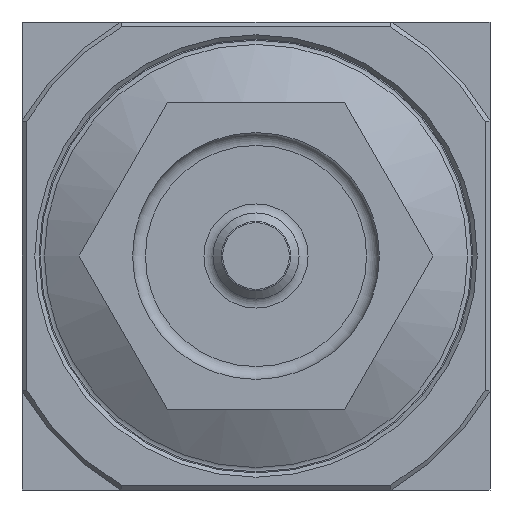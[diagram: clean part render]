
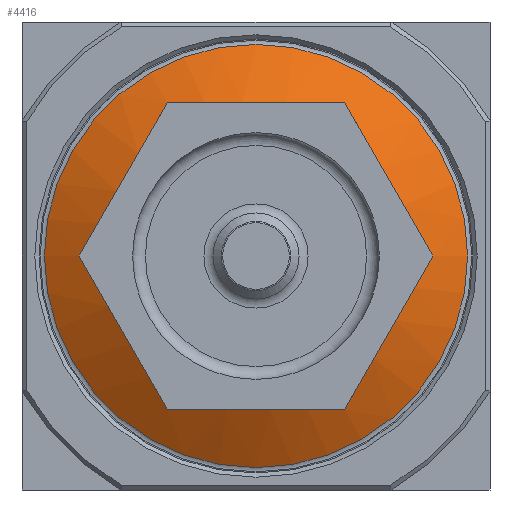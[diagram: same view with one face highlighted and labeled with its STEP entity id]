
A CAD part, front view. The second image highlights one B-rep face of the part: STEP entity #4416.
In plain terms, the highlighted conical face has half-angle 60 degrees and reference radius 24.869 mm.
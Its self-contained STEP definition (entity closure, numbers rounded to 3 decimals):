
#58=CONICAL_SURFACE('',#4735,24.869,1.047);
#150=B_SPLINE_CURVE_WITH_KNOTS('',3,(#6687,#6688,#6689,#6690,#6691,#6692,
#6693),.UNSPECIFIED.,.F.,.F.,(4,1,1,1,4),(0.,0.005,
0.01,0.016,0.021),.UNSPECIFIED.);
#151=B_SPLINE_CURVE_WITH_KNOTS('',3,(#6696,#6697,#6698,#6699,#6700,#6701,
#6702),.UNSPECIFIED.,.F.,.F.,(4,1,1,1,4),(0.023,0.028,
0.034,0.039,0.044),.UNSPECIFIED.);
#152=B_SPLINE_CURVE_WITH_KNOTS('',3,(#6704,#6705,#6706,#6707,#6708,#6709,
#6710),.UNSPECIFIED.,.F.,.F.,(4,1,1,1,4),(0.,0.005,
0.01,0.016,0.021),.UNSPECIFIED.);
#153=B_SPLINE_CURVE_WITH_KNOTS('',3,(#6712,#6713,#6714,#6715,#6716,#6717,
#6718),.UNSPECIFIED.,.F.,.F.,(4,1,1,1,4),(0.,0.005,
0.01,0.016,0.021),.UNSPECIFIED.);
#154=B_SPLINE_CURVE_WITH_KNOTS('',3,(#6720,#6721,#6722,#6723,#6724,#6725,
#6726),.UNSPECIFIED.,.F.,.F.,(4,1,1,1,4),(0.023,0.028,
0.034,0.039,0.044),.UNSPECIFIED.);
#155=B_SPLINE_CURVE_WITH_KNOTS('',3,(#6728,#6729,#6730,#6731,#6732,#6733,
#6734),.UNSPECIFIED.,.F.,.F.,(4,1,1,1,4),(0.,0.005,
0.01,0.016,0.021),.UNSPECIFIED.);
#881=ORIENTED_EDGE('',*,*,#1660,.F.);
#882=ORIENTED_EDGE('',*,*,#1661,.F.);
#883=ORIENTED_EDGE('',*,*,#1662,.F.);
#884=ORIENTED_EDGE('',*,*,#1663,.F.);
#885=ORIENTED_EDGE('',*,*,#1664,.F.);
#886=ORIENTED_EDGE('',*,*,#1665,.F.);
#887=ORIENTED_EDGE('',*,*,#1666,.T.);
#1660=EDGE_CURVE('',#2009,#2010,#150,.T.);
#1661=EDGE_CURVE('',#2011,#2009,#151,.T.);
#1662=EDGE_CURVE('',#2012,#2011,#152,.T.);
#1663=EDGE_CURVE('',#2013,#2012,#153,.T.);
#1664=EDGE_CURVE('',#2014,#2013,#154,.T.);
#1665=EDGE_CURVE('',#2010,#2014,#155,.T.);
#1666=EDGE_CURVE('',#2015,#2015,#2237,.T.);
#2009=VERTEX_POINT('',#6694);
#2010=VERTEX_POINT('',#6695);
#2011=VERTEX_POINT('',#6703);
#2012=VERTEX_POINT('',#6711);
#2013=VERTEX_POINT('',#6719);
#2014=VERTEX_POINT('',#6727);
#2015=VERTEX_POINT('',#6736);
#2237=CIRCLE('',#4736,24.869);
#2413=EDGE_LOOP('',(#881,#882,#883,#884,#885,#886));
#2414=EDGE_LOOP('',(#887));
#2706=FACE_BOUND('',#2413,.T.);
#2707=FACE_BOUND('',#2414,.T.);
#4416=ADVANCED_FACE('',(#2706,#2707),#58,.T.);
#4735=AXIS2_PLACEMENT_3D('',#6686,#5387,#5388);
#4736=AXIS2_PLACEMENT_3D('',#6735,#5389,#5390);
#5387=DIRECTION('',(0.,1.,0.));
#5388=DIRECTION('',(0.,0.,1.));
#5389=DIRECTION('',(0.,-1.,0.));
#5390=DIRECTION('',(0.,0.,-1.));
#6686=CARTESIAN_POINT('',(0.,-27.134,0.));
#6687=CARTESIAN_POINT('',(18.,-29.492,10.392));
#6688=CARTESIAN_POINT('',(16.53,-29.982,11.241));
#6689=CARTESIAN_POINT('',(13.573,-30.79,12.948));
#6690=CARTESIAN_POINT('',(9.025,-31.254,15.574));
#6691=CARTESIAN_POINT('',(4.431,-30.794,18.227));
#6692=CARTESIAN_POINT('',(1.471,-29.983,19.935));
#6693=CARTESIAN_POINT('',(0.,-29.492,20.785));
#6694=CARTESIAN_POINT('',(18.,-29.492,10.392));
#6695=CARTESIAN_POINT('',(0.,-29.492,20.785));
#6696=CARTESIAN_POINT('',(18.,-29.492,-10.392));
#6697=CARTESIAN_POINT('',(18.,-29.981,-8.7));
#6698=CARTESIAN_POINT('',(18.,-30.789,-5.294));
#6699=CARTESIAN_POINT('',(18.,-31.255,-0.001));
#6700=CARTESIAN_POINT('',(18.,-30.789,5.295));
#6701=CARTESIAN_POINT('',(18.,-29.981,8.701));
#6702=CARTESIAN_POINT('',(18.,-29.492,10.392));
#6703=CARTESIAN_POINT('',(18.,-29.492,-10.392));
#6704=CARTESIAN_POINT('',(0.,-29.492,-20.785));
#6705=CARTESIAN_POINT('',(1.47,-29.982,-19.936));
#6706=CARTESIAN_POINT('',(4.427,-30.79,-18.229));
#6707=CARTESIAN_POINT('',(8.975,-31.254,-15.603));
#6708=CARTESIAN_POINT('',(13.569,-30.794,-12.95));
#6709=CARTESIAN_POINT('',(16.529,-29.983,-11.242));
#6710=CARTESIAN_POINT('',(18.,-29.492,-10.392));
#6711=CARTESIAN_POINT('',(0.,-29.492,-20.785));
#6712=CARTESIAN_POINT('',(-18.,-29.492,-10.392));
#6713=CARTESIAN_POINT('',(-16.53,-29.982,-11.241));
#6714=CARTESIAN_POINT('',(-13.573,-30.79,-12.948));
#6715=CARTESIAN_POINT('',(-9.025,-31.254,-15.574));
#6716=CARTESIAN_POINT('',(-4.431,-30.794,-18.227));
#6717=CARTESIAN_POINT('',(-1.471,-29.983,-19.935));
#6718=CARTESIAN_POINT('',(0.,-29.492,-20.785));
#6719=CARTESIAN_POINT('',(-18.,-29.492,-10.392));
#6720=CARTESIAN_POINT('',(-18.,-29.492,10.392));
#6721=CARTESIAN_POINT('',(-18.,-29.981,8.7));
#6722=CARTESIAN_POINT('',(-18.,-30.789,5.294));
#6723=CARTESIAN_POINT('',(-18.,-31.255,0.001));
#6724=CARTESIAN_POINT('',(-18.,-30.789,-5.295));
#6725=CARTESIAN_POINT('',(-18.,-29.981,-8.701));
#6726=CARTESIAN_POINT('',(-18.,-29.492,-10.392));
#6727=CARTESIAN_POINT('',(-18.,-29.492,10.392));
#6728=CARTESIAN_POINT('',(0.,-29.492,20.785));
#6729=CARTESIAN_POINT('',(-1.47,-29.982,19.936));
#6730=CARTESIAN_POINT('',(-4.427,-30.79,18.229));
#6731=CARTESIAN_POINT('',(-8.975,-31.254,15.603));
#6732=CARTESIAN_POINT('',(-13.569,-30.794,12.95));
#6733=CARTESIAN_POINT('',(-16.529,-29.983,11.242));
#6734=CARTESIAN_POINT('',(-18.,-29.492,10.392));
#6735=CARTESIAN_POINT('',(0.,-27.134,0.));
#6736=CARTESIAN_POINT('',(0.,-27.134,-24.869));
